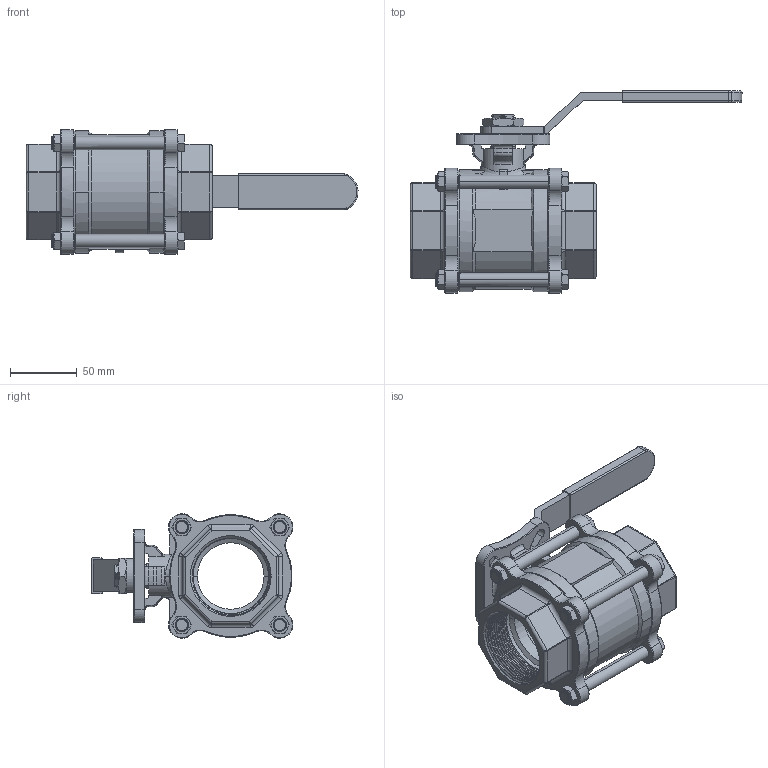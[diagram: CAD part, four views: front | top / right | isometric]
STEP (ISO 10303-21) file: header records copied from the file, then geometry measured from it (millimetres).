
FILE_DESCRIPTION((''),'2;1');
FILE_NAME('2013D-M3-050_ASM','2014-12-22T',('Administrator'),(''),'PRO/ENGINEER BY PARAMETRIC TECHNOLOGY CORPORATION, 2011080','PRO/ENGINEER BY PARAMETRIC TECHNOLOGY CORPORATION, 2011080','');
FILE_SCHEMA(('CONFIG_CONTROL_DESIGN'));
Length unit declared in the file: millimetre
Products named in the file (11): 2013D-M3-050A-BODY; 2013D-M3-BALL-050; 2013D-M3-SETM-050; 2013D-M3-BASHOUPIAN-050; 2013D-M3-HANDLE-050; 2013D-M3-HANDLENUT-050; 050JIAOTAO; 2013D-M3-050B-CAP1; 050LUOGAN; 050LUOMU; 2013D-M3-050_ASM
Assembly tree (17 placements, depth 2):
  2013D-M3-050_ASM
    2013D-M3-050A-BODY
    2013D-M3-BALL-050
    2013D-M3-SETM-050
    2013D-M3-BASHOUPIAN-050
    2013D-M3-HANDLE-050
    2013D-M3-HANDLENUT-050
    050JIAOTAO
    2013D-M3-050B-CAP1  x2
    050LUOGAN  x4
    050LUOMU  x4
Bounding box: 249.45 x 151.74 x 93.48 mm (x, y, z)
Volume: 538963.8 mm3; surface area: 186204.4 mm2
Topology: 17 solids, 17 shells, 1244 faces, 3282 edges, 2076 vertices
Faces by surface type: cylinder 487, bspline 274, plane 211, cone 139, torus 129, sphere 4
Entity records: 78836 total; most frequent: CARTESIAN_POINT 59788, ORIENTED_EDGE 4506, DIRECTION 3075, EDGE_CURVE 2253, VERTEX_POINT 1444, AXIS2_PLACEMENT_3D 1198, B_SPLINE_CURVE_WITH_KNOTS 1013, EDGE_LOOP 875
